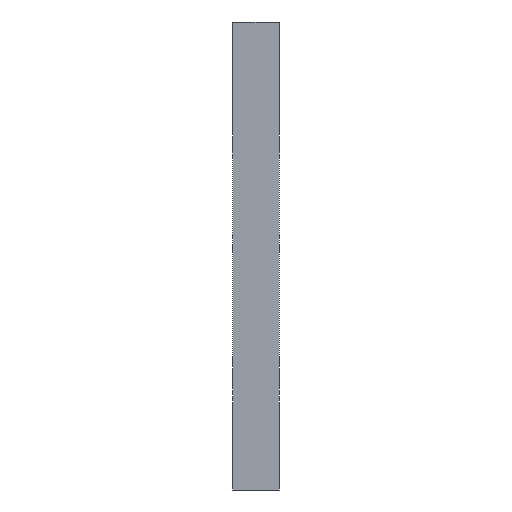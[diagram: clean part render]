
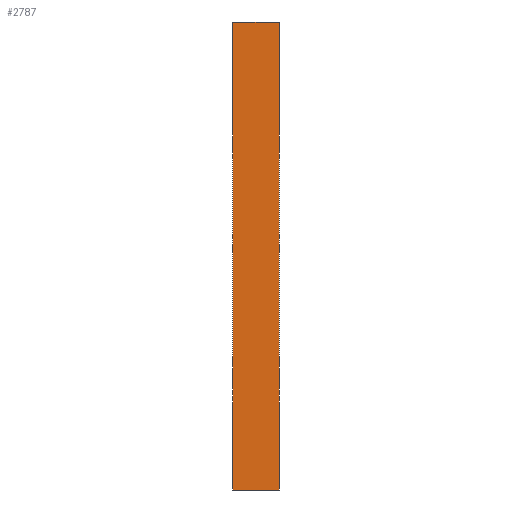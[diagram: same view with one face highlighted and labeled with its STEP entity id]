
A CAD part, front view. The second image highlights one B-rep face of the part: STEP entity #2787.
In plain terms, the highlighted planar face has unit normal (0, -1, 0).
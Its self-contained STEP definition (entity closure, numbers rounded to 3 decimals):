
#35 = DIRECTION ( 'NONE',  ( -1., 0., 0. ) ) ;
#113 = PLANE ( 'NONE',  #2549 ) ;
#210 = EDGE_CURVE ( 'NONE', #1609, #1874, #2323, .T. ) ;
#261 = VECTOR ( 'NONE', #3158, 1000. ) ;
#424 = LINE ( 'NONE', #2187, #606 ) ;
#562 = FACE_OUTER_BOUND ( 'NONE', #2561, .T. ) ;
#605 = CARTESIAN_POINT ( 'NONE',  ( 125., 107.66, -19. ) ) ;
#606 = VECTOR ( 'NONE', #1511, 1000. ) ;
#737 = ORIENTED_EDGE ( 'NONE', *, *, #2026, .T. ) ;
#762 = CARTESIAN_POINT ( 'NONE',  ( 121.19, 107.66, 19. ) ) ;
#853 = VERTEX_POINT ( 'NONE', #2189 ) ;
#924 = VECTOR ( 'NONE', #35, 1000. ) ;
#1167 = LINE ( 'NONE', #1522, #924 ) ;
#1280 = CARTESIAN_POINT ( 'NONE',  ( 125., 107.66, -19. ) ) ;
#1437 = CARTESIAN_POINT ( 'NONE',  ( 125., 107.66, -19. ) ) ;
#1451 = CARTESIAN_POINT ( 'NONE',  ( 125., 107.66, -19. ) ) ;
#1511 = DIRECTION ( 'NONE',  ( 0., 0., -1. ) ) ;
#1522 = CARTESIAN_POINT ( 'NONE',  ( 125., 107.66, 19. ) ) ;
#1594 = ORIENTED_EDGE ( 'NONE', *, *, #3129, .F. ) ;
#1609 = VERTEX_POINT ( 'NONE', #1821 ) ;
#1755 = DIRECTION ( 'NONE',  ( -1., 0., 0. ) ) ;
#1821 = CARTESIAN_POINT ( 'NONE',  ( 125., 107.66, 19. ) ) ;
#1874 = VERTEX_POINT ( 'NONE', #1437 ) ;
#1972 = ORIENTED_EDGE ( 'NONE', *, *, #210, .F. ) ;
#1982 = LINE ( 'NONE', #1280, #2541 ) ;
#2026 = EDGE_CURVE ( 'NONE', #2514, #853, #424, .T. ) ;
#2086 = DIRECTION ( 'NONE',  ( 0., 1., 0. ) ) ;
#2098 = EDGE_CURVE ( 'NONE', #1609, #2514, #1167, .T. ) ;
#2187 = CARTESIAN_POINT ( 'NONE',  ( 121.19, 107.66, -19. ) ) ;
#2189 = CARTESIAN_POINT ( 'NONE',  ( 121.19, 107.66, -19. ) ) ;
#2323 = LINE ( 'NONE', #1451, #261 ) ;
#2350 = ORIENTED_EDGE ( 'NONE', *, *, #2098, .T. ) ;
#2514 = VERTEX_POINT ( 'NONE', #762 ) ;
#2541 = VECTOR ( 'NONE', #1755, 1000. ) ;
#2549 = AXIS2_PLACEMENT_3D ( 'NONE', #605, #2086, #2776 ) ;
#2561 = EDGE_LOOP ( 'NONE', ( #737, #1594, #1972, #2350 ) ) ;
#2776 = DIRECTION ( 'NONE',  ( -1., 0., 0. ) ) ;
#2787 = ADVANCED_FACE ( 'NONE', ( #562 ), #113, .F. ) ;
#3129 = EDGE_CURVE ( 'NONE', #1874, #853, #1982, .T. ) ;
#3158 = DIRECTION ( 'NONE',  ( 0., 0., -1. ) ) ;
